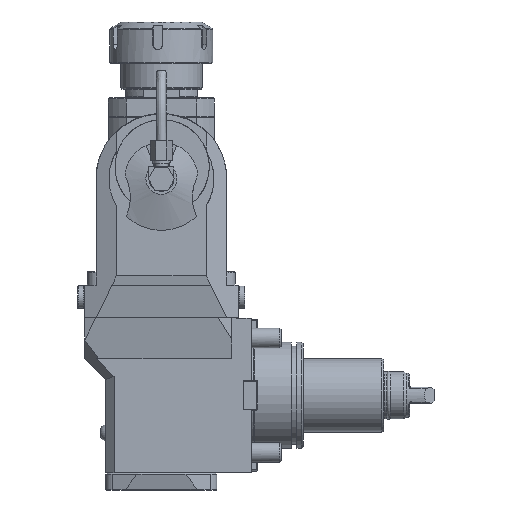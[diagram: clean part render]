
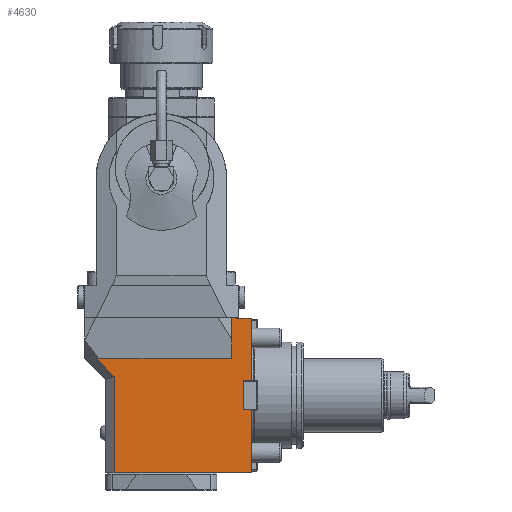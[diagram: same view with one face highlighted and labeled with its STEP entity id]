
A CAD part, left-side view. The second image highlights one B-rep face of the part: STEP entity #4630.
In plain terms, the highlighted planar face has unit normal (-1, 0, 0).
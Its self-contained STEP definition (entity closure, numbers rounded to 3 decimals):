
#754 = ORIENTED_EDGE ( 'NONE', *, *, #27529, .F. ) ;
#1103 = CARTESIAN_POINT ( 'NONE',  ( -47., -50., -9. ) ) ;
#1695 = VECTOR ( 'NONE', #27320, 1000. ) ;
#1838 = EDGE_CURVE ( 'NONE', #10213, #30561, #24839, .T. ) ;
#2197 = LINE ( 'NONE', #2391, #24977 ) ;
#2391 = CARTESIAN_POINT ( 'NONE',  ( -47., -46., -47.5 ) ) ;
#2737 = CARTESIAN_POINT ( 'NONE',  ( -47., -43., 47.5 ) ) ;
#3133 = CARTESIAN_POINT ( 'NONE',  ( -47., -50., -9. ) ) ;
#3748 = LINE ( 'NONE', #26548, #9583 ) ;
#4382 = ORIENTED_EDGE ( 'NONE', *, *, #7000, .T. ) ;
#4630 = ADVANCED_FACE ( 'Defeature completata1_72', ( #8243 ), #5396, .F. ) ;
#4745 = DIRECTION ( 'NONE',  ( 0., -0.707, -0.707 ) ) ;
#4854 = DIRECTION ( 'NONE',  ( 0., 1., 0. ) ) ;
#5355 = VECTOR ( 'NONE', #20647, 1000. ) ;
#5396 = PLANE ( 'NONE',  #12710 ) ;
#5814 = CARTESIAN_POINT ( 'NONE',  ( -47., -43., 0. ) ) ;
#6299 = VERTEX_POINT ( 'NONE', #2737 ) ;
#7000 = EDGE_CURVE ( 'NONE', #6299, #35535, #11150, .T. ) ;
#7335 = DIRECTION ( 'NONE',  ( 0., -1., 0. ) ) ;
#7396 = LINE ( 'NONE', #7589, #19376 ) ;
#7589 = CARTESIAN_POINT ( 'NONE',  ( -47., 8.714, -8.714 ) ) ;
#8090 = CARTESIAN_POINT ( 'NONE',  ( -47., -43., 22.5 ) ) ;
#8243 = FACE_OUTER_BOUND ( 'NONE', #8249, .T. ) ;
#8249 = EDGE_LOOP ( 'NONE', ( #26507, #19604, #754, #21543, #34100, #23669, #26904, #33584, #4382, #30988, #24391, #9873, #28110, #8761, #32000 ) ) ;
#8409 = CARTESIAN_POINT ( 'NONE',  ( -47., -55., 47. ) ) ;
#8436 = DIRECTION ( 'NONE',  ( 0., 0., -1. ) ) ;
#8490 = CARTESIAN_POINT ( 'NONE',  ( -47., -46., 47. ) ) ;
#8526 = VERTEX_POINT ( 'NONE', #27565 ) ;
#8761 = ORIENTED_EDGE ( 'NONE', *, *, #21355, .F. ) ;
#8858 = CARTESIAN_POINT ( 'NONE',  ( -47., -50., -9. ) ) ;
#8951 = LINE ( 'NONE', #30367, #24796 ) ;
#9319 = VERTEX_POINT ( 'NONE', #24169 ) ;
#9583 = VECTOR ( 'NONE', #32947, 1000. ) ;
#9873 = ORIENTED_EDGE ( 'NONE', *, *, #17052, .T. ) ;
#10213 = VERTEX_POINT ( 'NONE', #8490 ) ;
#10749 = VECTOR ( 'NONE', #7335, 1000. ) ;
#10878 = EDGE_CURVE ( 'NONE', #30561, #15976, #19218, .T. ) ;
#10940 = DIRECTION ( 'NONE',  ( 0., 0., -1. ) ) ;
#10952 = CARTESIAN_POINT ( 'NONE',  ( -47., -55., 0. ) ) ;
#11150 = LINE ( 'NONE', #5814, #34271 ) ;
#11341 = DIRECTION ( 'NONE',  ( 0., 0., -1. ) ) ;
#11537 = VERTEX_POINT ( 'NONE', #30165 ) ;
#12259 = DIRECTION ( 'NONE',  ( 0., -1., 0. ) ) ;
#12638 = VECTOR ( 'NONE', #4854, 1000. ) ;
#12710 = AXIS2_PLACEMENT_3D ( 'NONE', #25537, #34239, #8436 ) ;
#13250 = CARTESIAN_POINT ( 'NONE',  ( -47., -55., 0. ) ) ;
#13907 = DIRECTION ( 'NONE',  ( 0., 0., -1. ) ) ;
#13982 = DIRECTION ( 'NONE',  ( 0., 0., -1. ) ) ;
#14675 = LINE ( 'NONE', #36724, #16322 ) ;
#14865 = LINE ( 'NONE', #26716, #5355 ) ;
#14875 = DIRECTION ( 'NONE',  ( 0., 0., -1. ) ) ;
#14991 = VECTOR ( 'NONE', #26306, 1000. ) ;
#15324 = VECTOR ( 'NONE', #12259, 1000. ) ;
#15408 = LINE ( 'NONE', #1103, #15324 ) ;
#15658 = VERTEX_POINT ( 'NONE', #27948 ) ;
#15976 = VERTEX_POINT ( 'NONE', #26579 ) ;
#16322 = VECTOR ( 'NONE', #10940, 1000. ) ;
#17052 = EDGE_CURVE ( 'NONE', #8526, #30557, #14675, .T. ) ;
#17321 = VERTEX_POINT ( 'NONE', #26482 ) ;
#17967 = EDGE_CURVE ( 'NONE', #11537, #15976, #3748, .T. ) ;
#18147 = DIRECTION ( 'NONE',  ( 0., -1., 0. ) ) ;
#19037 = VECTOR ( 'NONE', #13982, 1000. ) ;
#19204 = EDGE_CURVE ( 'NONE', #17321, #8526, #7396, .T. ) ;
#19218 = LINE ( 'NONE', #13250, #1695 ) ;
#19376 = VECTOR ( 'NONE', #4745, 1000. ) ;
#19604 = ORIENTED_EDGE ( 'NONE', *, *, #36833, .F. ) ;
#20614 = CARTESIAN_POINT ( 'NONE',  ( -47., -46., 47.5 ) ) ;
#20647 = DIRECTION ( 'NONE',  ( 0., 1., 0. ) ) ;
#20749 = VERTEX_POINT ( 'NONE', #30596 ) ;
#20978 = VERTEX_POINT ( 'NONE', #33943 ) ;
#21355 = EDGE_CURVE ( 'NONE', #9319, #20749, #2197, .T. ) ;
#21543 = ORIENTED_EDGE ( 'NONE', *, *, #17967, .T. ) ;
#22676 = EDGE_CURVE ( 'NONE', #15658, #10213, #25809, .T. ) ;
#23669 = ORIENTED_EDGE ( 'NONE', *, *, #1838, .F. ) ;
#24169 = CARTESIAN_POINT ( 'NONE',  ( -47., -46., -47. ) ) ;
#24391 = ORIENTED_EDGE ( 'NONE', *, *, #19204, .T. ) ;
#24470 = VERTEX_POINT ( 'NONE', #3133 ) ;
#24685 = EDGE_CURVE ( 'NONE', #6299, #15658, #26497, .T. ) ;
#24796 = VECTOR ( 'NONE', #18147, 1000. ) ;
#24839 = LINE ( 'NONE', #25393, #10749 ) ;
#24977 = VECTOR ( 'NONE', #13907, 1000. ) ;
#25210 = LINE ( 'NONE', #10952, #30650 ) ;
#25393 = CARTESIAN_POINT ( 'NONE',  ( -47., -46., 47. ) ) ;
#25537 = CARTESIAN_POINT ( 'NONE',  ( -47., 0., 0. ) ) ;
#25588 = EDGE_CURVE ( 'NONE', #33085, #20978, #25210, .T. ) ;
#25809 = LINE ( 'NONE', #33750, #19037 ) ;
#26306 = DIRECTION ( 'NONE',  ( 0., -1., 0. ) ) ;
#26482 = CARTESIAN_POINT ( 'NONE',  ( -47., 39.929, 22.5 ) ) ;
#26497 = LINE ( 'NONE', #20614, #14991 ) ;
#26507 = ORIENTED_EDGE ( 'NONE', *, *, #25588, .F. ) ;
#26548 = CARTESIAN_POINT ( 'NONE',  ( -47., -50., 9. ) ) ;
#26579 = CARTESIAN_POINT ( 'NONE',  ( -47., -55., 9. ) ) ;
#26669 = CARTESIAN_POINT ( 'NONE',  ( -47., -55., -9. ) ) ;
#26716 = CARTESIAN_POINT ( 'NONE',  ( -47., 34., -47.5 ) ) ;
#26729 = LINE ( 'NONE', #8858, #33454 ) ;
#26904 = ORIENTED_EDGE ( 'NONE', *, *, #22676, .F. ) ;
#27320 = DIRECTION ( 'NONE',  ( 0., 0., -1. ) ) ;
#27529 = EDGE_CURVE ( 'NONE', #11537, #24470, #26729, .T. ) ;
#27565 = CARTESIAN_POINT ( 'NONE',  ( -47., 29., 11.571 ) ) ;
#27948 = CARTESIAN_POINT ( 'NONE',  ( -47., -46., 47.5 ) ) ;
#28110 = ORIENTED_EDGE ( 'NONE', *, *, #30457, .F. ) ;
#30165 = CARTESIAN_POINT ( 'NONE',  ( -47., -50., 9. ) ) ;
#30367 = CARTESIAN_POINT ( 'NONE',  ( -47., 0., 22.5 ) ) ;
#30457 = EDGE_CURVE ( 'NONE', #20749, #30557, #14865, .T. ) ;
#30557 = VERTEX_POINT ( 'NONE', #31755 ) ;
#30561 = VERTEX_POINT ( 'NONE', #8409 ) ;
#30596 = CARTESIAN_POINT ( 'NONE',  ( -47., -46., -47.5 ) ) ;
#30650 = VECTOR ( 'NONE', #33897, 1000. ) ;
#30988 = ORIENTED_EDGE ( 'NONE', *, *, #33351, .F. ) ;
#31357 = EDGE_CURVE ( 'NONE', #20978, #9319, #36721, .T. ) ;
#31755 = CARTESIAN_POINT ( 'NONE',  ( -47., 29., -47.5 ) ) ;
#32000 = ORIENTED_EDGE ( 'NONE', *, *, #31357, .F. ) ;
#32947 = DIRECTION ( 'NONE',  ( 0., -1., 0. ) ) ;
#33085 = VERTEX_POINT ( 'NONE', #26669 ) ;
#33351 = EDGE_CURVE ( 'NONE', #17321, #35535, #8951, .T. ) ;
#33454 = VECTOR ( 'NONE', #14875, 1000. ) ;
#33584 = ORIENTED_EDGE ( 'NONE', *, *, #24685, .F. ) ;
#33750 = CARTESIAN_POINT ( 'NONE',  ( -47., -46., 47. ) ) ;
#33897 = DIRECTION ( 'NONE',  ( 0., 0., -1. ) ) ;
#33943 = CARTESIAN_POINT ( 'NONE',  ( -47., -55., -47. ) ) ;
#34061 = CARTESIAN_POINT ( 'NONE',  ( -47., -46., -47. ) ) ;
#34100 = ORIENTED_EDGE ( 'NONE', *, *, #10878, .F. ) ;
#34239 = DIRECTION ( 'NONE',  ( 1., 0., 0. ) ) ;
#34271 = VECTOR ( 'NONE', #11341, 1000. ) ;
#35535 = VERTEX_POINT ( 'NONE', #8090 ) ;
#36721 = LINE ( 'NONE', #34061, #12638 ) ;
#36724 = CARTESIAN_POINT ( 'NONE',  ( -47., 29., -47.5 ) ) ;
#36833 = EDGE_CURVE ( 'NONE', #24470, #33085, #15408, .T. ) ;
